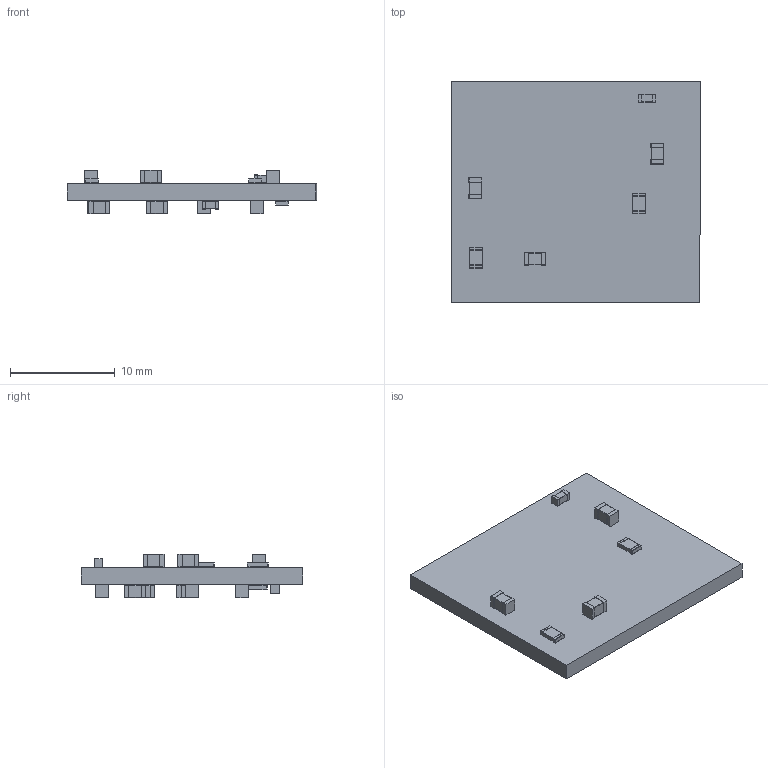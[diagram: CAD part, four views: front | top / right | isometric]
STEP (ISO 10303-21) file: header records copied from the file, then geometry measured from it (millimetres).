
FILE_DESCRIPTION(('KiCad electronic assembly'),'2;1');
FILE_NAME('trabajoProfesionalCargador.step','2021-05-24T14:51:58',( 'An Author'),('A Company'),'Open CASCADE STEP processor 6.9', 'KiCad to STEP converter','Unknown');
FILE_SCHEMA(('AUTOMOTIVE_DESIGN { 1 0 10303 214 1 1 1 1 }'));
Length unit declared in the file: millimetre
Products named in the file (10): Open CASCADE STEP translator 6.9 1; C_0805_2012Metric; SOLID; R_0805_2012Metric; C_0603_1608Metric; L_0603_1608Metric
Assembly tree (19 placements, depth 3):
  Open CASCADE STEP translator 6.9 1
    C_0805_2012Metric  x9
      SOLID
    R_0805_2012Metric  x3
      SOLID
    C_0603_1608Metric
      SOLID
    L_0603_1608Metric
      SOLID
    SOLID
Bounding box: 23.86 x 21.21 x 4.2 mm (x, y, z)
Volume: 837.6 mm3; surface area: 1304.8 mm2
Topology: 15 solids, 15 shells, 392 faces, 1008 edges, 668 vertices
Faces by surface type: plane 236, cylinder 156
Entity records: 8538 total; most frequent: CARTESIAN_POINT 1484, DIRECTION 1204, LINE 712, VECTOR 712, ORIENTED_EDGE 592, PCURVE 592, DEFINITIONAL_REPRESENTATION 592, EDGE_CURVE 296
